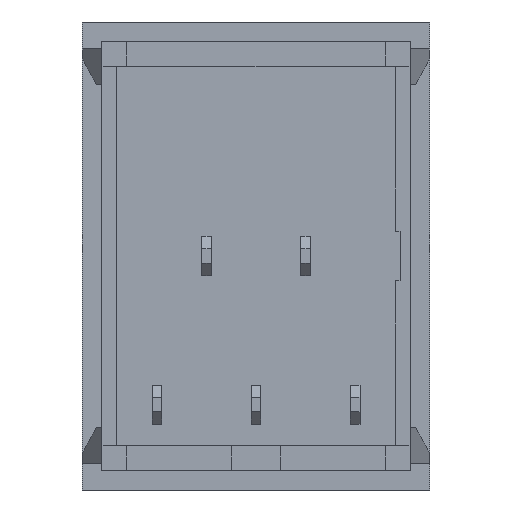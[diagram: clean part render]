
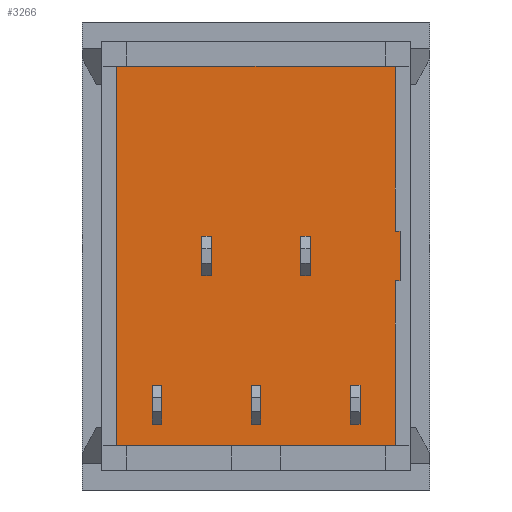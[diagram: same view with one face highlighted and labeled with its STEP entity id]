
A CAD part, front view. The second image highlights one B-rep face of the part: STEP entity #3266.
In plain terms, the highlighted planar face has unit normal (0, -1, 0).
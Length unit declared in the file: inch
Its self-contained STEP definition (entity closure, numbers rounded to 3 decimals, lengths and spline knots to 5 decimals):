
#180=PLANE('',#3452);
#336=FACE_OUTER_BOUND('',#511,.T.);
#511=EDGE_LOOP('',(#2524,#2525,#2526,#2527,#2528,#2529,#2530,#2531));
#770=LINE('',#4781,#1190);
#773=LINE('',#4787,#1193);
#776=LINE('',#4793,#1196);
#779=LINE('',#4799,#1199);
#782=LINE('',#4805,#1202);
#786=LINE('',#4814,#1206);
#788=LINE('',#4817,#1208);
#789=LINE('',#4818,#1209);
#1190=VECTOR('',#3863,0.333);
#1193=VECTOR('',#3868,0.01);
#1196=VECTOR('',#3873,0.1);
#1199=VECTOR('',#3878,0.01);
#1202=VECTOR('',#3883,0.333);
#1206=VECTOR('',#3889,0.766);
#1208=VECTOR('',#3893,0.562);
#1209=VECTOR('',#3894,0.562);
#1606=VERTEX_POINT('',#4778);
#1607=VERTEX_POINT('',#4780);
#1609=VERTEX_POINT('',#4786);
#1611=VERTEX_POINT('',#4792);
#1613=VERTEX_POINT('',#4798);
#1615=VERTEX_POINT('',#4804);
#1618=VERTEX_POINT('',#4811);
#1619=VERTEX_POINT('',#4813);
#1950=EDGE_CURVE('',#1607,#1606,#770,.T.);
#1953=EDGE_CURVE('',#1609,#1607,#773,.T.);
#1956=EDGE_CURVE('',#1611,#1609,#776,.T.);
#1959=EDGE_CURVE('',#1613,#1611,#779,.T.);
#1962=EDGE_CURVE('',#1615,#1613,#782,.T.);
#1966=EDGE_CURVE('',#1619,#1618,#786,.T.);
#1968=EDGE_CURVE('',#1606,#1619,#788,.T.);
#1969=EDGE_CURVE('',#1618,#1615,#789,.T.);
#2524=ORIENTED_EDGE('',*,*,#1968,.T.);
#2525=ORIENTED_EDGE('',*,*,#1966,.T.);
#2526=ORIENTED_EDGE('',*,*,#1969,.T.);
#2527=ORIENTED_EDGE('',*,*,#1962,.T.);
#2528=ORIENTED_EDGE('',*,*,#1959,.T.);
#2529=ORIENTED_EDGE('',*,*,#1956,.T.);
#2530=ORIENTED_EDGE('',*,*,#1953,.T.);
#2531=ORIENTED_EDGE('',*,*,#1950,.T.);
#3266=ADVANCED_FACE('',(#336),#180,.F.);
#3452=AXIS2_PLACEMENT_3D('',#4816,#3891,#3892);
#3863=DIRECTION('',(-1.,0.,0.));
#3868=DIRECTION('',(0.,0.,-1.));
#3873=DIRECTION('',(-1.,0.,0.));
#3878=DIRECTION('',(0.,0.,1.));
#3883=DIRECTION('',(-1.,0.,0.));
#3889=DIRECTION('',(1.,0.,0.));
#3891=DIRECTION('center_axis',(0.,1.,0.));
#3892=DIRECTION('ref_axis',(0.,0.,1.));
#3893=DIRECTION('',(0.,0.,-1.));
#3894=DIRECTION('',(0.,0.,1.));
#4778=CARTESIAN_POINT('',(-0.383,0.016,0.281));
#4780=CARTESIAN_POINT('',(-0.05,0.016,0.281));
#4781=CARTESIAN_POINT('',(-0.383,0.016,0.281));
#4786=CARTESIAN_POINT('',(-0.05,0.016,0.291));
#4787=CARTESIAN_POINT('',(-0.05,0.016,0.281));
#4792=CARTESIAN_POINT('',(0.05,0.016,0.291));
#4793=CARTESIAN_POINT('',(-0.05,0.016,0.291));
#4798=CARTESIAN_POINT('',(0.05,0.016,0.281));
#4799=CARTESIAN_POINT('',(0.05,0.016,0.291));
#4804=CARTESIAN_POINT('',(0.383,0.016,0.281));
#4805=CARTESIAN_POINT('',(0.05,0.016,0.281));
#4811=CARTESIAN_POINT('',(0.383,0.016,-0.281));
#4813=CARTESIAN_POINT('',(-0.383,0.016,-0.281));
#4814=CARTESIAN_POINT('',(0.383,0.016,-0.281));
#4816=CARTESIAN_POINT('Origin',(0.,0.016,0.00251));
#4817=CARTESIAN_POINT('',(-0.383,0.016,-0.281));
#4818=CARTESIAN_POINT('',(0.383,0.016,0.281));
